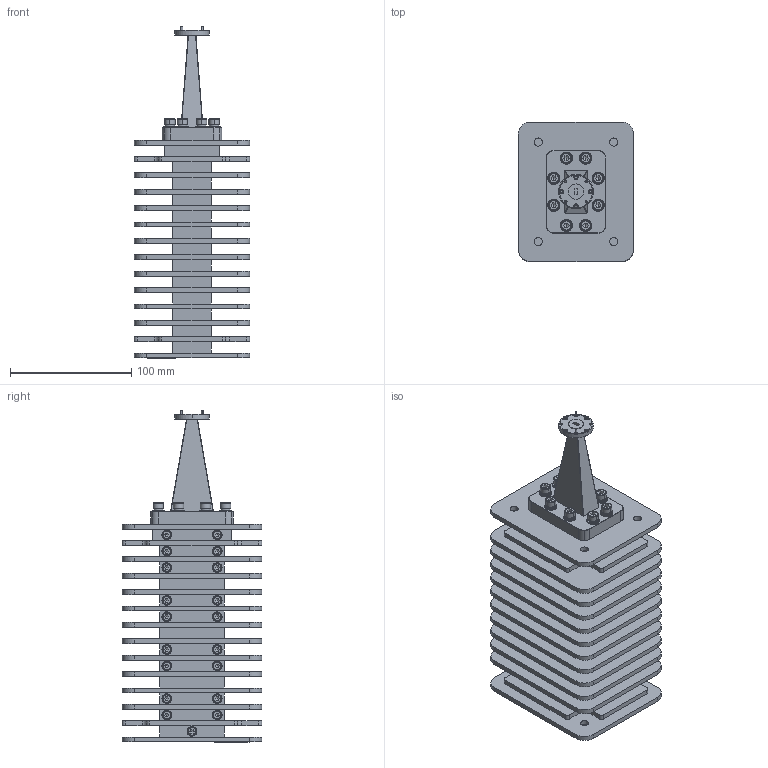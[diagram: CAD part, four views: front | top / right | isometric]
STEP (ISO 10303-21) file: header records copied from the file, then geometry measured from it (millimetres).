
FILE_DESCRIPTION (( 'STEP AP203' ), '1' );
FILE_NAME ('SWL-2257-S8.STEP', '2021-04-27T23:51:13', ( '' ), ( '' ), 'SwSTEP 2.0', 'SolidWorks 2021', '' );
FILE_SCHEMA (( 'CONFIG_CONTROL_DESIGN' ));
Length unit declared in the file: inch
Products named in the file (1): SWL-2257-S8
Bounding box: 95 x 115 x 273.66 mm (x, y, z)
Volume: 877887.8 mm3; surface area: 322632.6 mm2
Topology: 38 solids, 38 shells, 1457 faces, 3868 edges, 2436 vertices
Faces by surface type: plane 659, cylinder 496, cone 196, torus 106
Entity records: 61153 total; most frequent: CARTESIAN_POINT 30850, ORIENTED_EDGE 7496, DIRECTION 4164, EDGE_CURVE 3748, B_SPLINE_CURVE_WITH_KNOTS 2786, VERTEX_POINT 2436, AXIS2_PLACEMENT_3D 1744, EDGE_LOOP 1610
